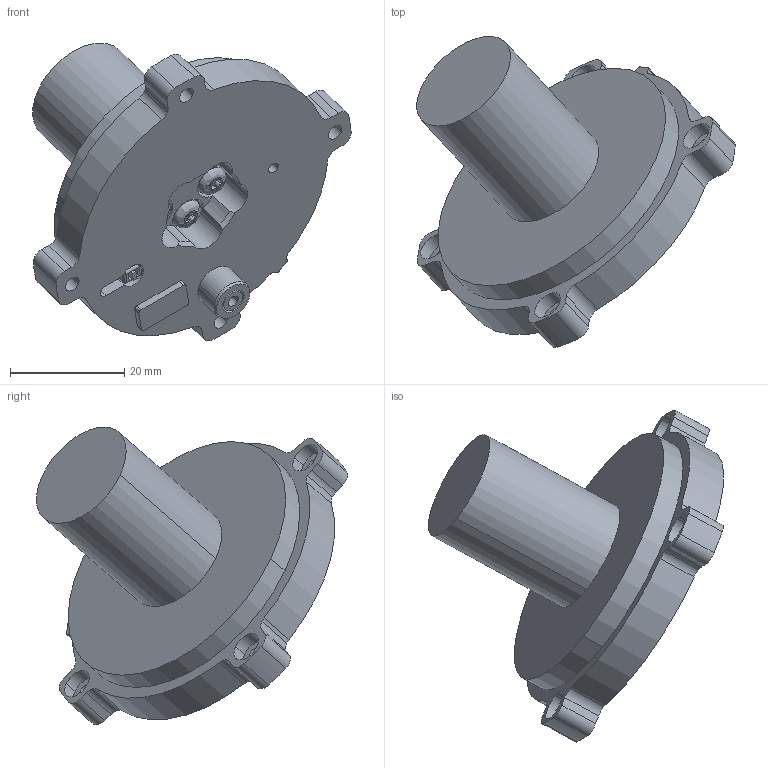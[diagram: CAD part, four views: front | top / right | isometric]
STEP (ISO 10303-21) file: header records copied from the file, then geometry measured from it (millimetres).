
FILE_DESCRIPTION (( 'STEP AP214' ), '1' );
FILE_NAME ('Link7_L3.0.STEP', '2015-02-09T07:42:55', ( 'ABB' ), ( 'ABB' ), 'SwSTEP 2.0', 'SolidWorks 2012', '' );
FILE_SCHEMA (( 'AUTOMOTIVE_DESIGN' ));
Length unit declared in the file: millimetre
Products named in the file (1): Link7_L3.0
Bounding box: 55.7 x 54.44 x 52.1 mm (x, y, z)
Volume: 30942.4 mm3; surface area: 9929.5 mm2
Topology: 1 solids, 1 shells, 332 faces, 891 edges, 572 vertices
Faces by surface type: cylinder 212, plane 91, bspline 18, cone 11
Entity records: 14495 total; most frequent: CARTESIAN_POINT 2354, DIRECTION 1911, ORIENTED_EDGE 1770, EDGE_CURVE 885, AXIS2_PLACEMENT_3D 794, VERTEX_POINT 572, CIRCLE 479, EDGE_LOOP 363
